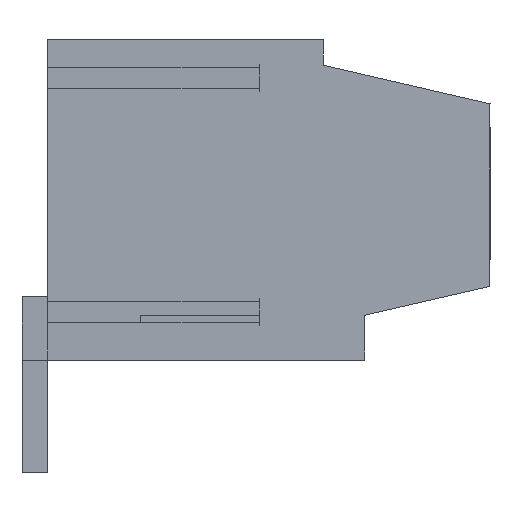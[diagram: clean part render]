
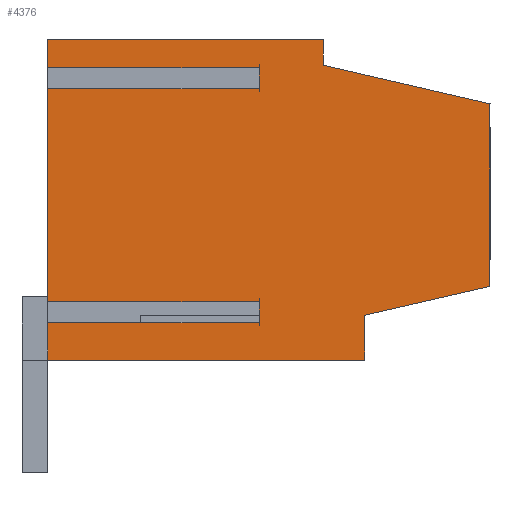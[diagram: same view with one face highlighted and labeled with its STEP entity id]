
A CAD part, left-side view. The second image highlights one B-rep face of the part: STEP entity #4376.
In plain terms, the highlighted planar face has unit normal (-1, 0, 0).
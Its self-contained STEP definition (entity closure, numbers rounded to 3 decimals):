
#4244=AXIS2_PLACEMENT_3D('Plane Axis2P3D',#4241,#4242,#4243) ;
#4241=CARTESIAN_POINT('Axis2P3D Location',(0.,14.6,0.)) ;
#4246=CARTESIAN_POINT('Line Origine',(0.,13.8,8.65)) ;
#4250=CARTESIAN_POINT('Vertex',(0.,13.8,11.975)) ;
#4252=CARTESIAN_POINT('Vertex',(0.,13.8,5.325)) ;
#4255=CARTESIAN_POINT('Line Origine',(0.,10.5,5.325)) ;
#4259=CARTESIAN_POINT('Vertex',(0.,7.2,5.325)) ;
#4262=CARTESIAN_POINT('Line Origine',(0.,7.2,5.)) ;
#4266=CARTESIAN_POINT('Vertex',(0.,7.2,4.675)) ;
#4269=CARTESIAN_POINT('Line Origine',(0.,10.5,4.675)) ;
#4273=CARTESIAN_POINT('Vertex',(0.,13.8,4.675)) ;
#4276=CARTESIAN_POINT('Line Origine',(0.,13.8,4.088)) ;
#4280=CARTESIAN_POINT('Vertex',(0.,13.8,3.5)) ;
#4283=CARTESIAN_POINT('Line Origine',(0.,8.85,3.5)) ;
#4287=CARTESIAN_POINT('Vertex',(0.,3.9,3.5)) ;
#4290=CARTESIAN_POINT('Line Origine',(0.,3.9,4.2)) ;
#4294=CARTESIAN_POINT('Vertex',(0.,3.9,4.9)) ;
#4297=CARTESIAN_POINT('Line Origine',(0.,1.95,5.35)) ;
#4301=CARTESIAN_POINT('Vertex',(0.,0.,5.8)) ;
#4304=CARTESIAN_POINT('Line Origine',(0.,0.,8.65)) ;
#4308=CARTESIAN_POINT('Vertex',(0.,0.,11.499)) ;
#4311=CARTESIAN_POINT('Line Origine',(0.,2.6,12.1)) ;
#4315=CARTESIAN_POINT('Vertex',(0.,5.2,12.7)) ;
#4318=CARTESIAN_POINT('Line Origine',(0.,5.2,13.1)) ;
#4322=CARTESIAN_POINT('Vertex',(0.,5.2,13.5)) ;
#4325=CARTESIAN_POINT('Line Origine',(0.,9.5,13.5)) ;
#4329=CARTESIAN_POINT('Vertex',(0.,13.8,13.5)) ;
#4332=CARTESIAN_POINT('Line Origine',(0.,13.8,13.062)) ;
#4336=CARTESIAN_POINT('Vertex',(0.,13.8,12.625)) ;
#4339=CARTESIAN_POINT('Line Origine',(0.,10.5,12.625)) ;
#4343=CARTESIAN_POINT('Vertex',(0.,7.2,12.625)) ;
#4346=CARTESIAN_POINT('Line Origine',(0.,7.2,12.3)) ;
#4350=CARTESIAN_POINT('Vertex',(0.,7.2,11.975)) ;
#4353=CARTESIAN_POINT('Line Origine',(0.,10.5,11.975)) ;
#4242=DIRECTION('Axis2P3D Direction',(-1.,0.,0.)) ;
#4243=DIRECTION('Axis2P3D XDirection',(0.,-1.,0.)) ;
#4247=DIRECTION('Vector Direction',(0.,0.,-1.)) ;
#4256=DIRECTION('Vector Direction',(0.,-1.,0.)) ;
#4263=DIRECTION('Vector Direction',(0.,0.,-1.)) ;
#4270=DIRECTION('Vector Direction',(0.,-1.,0.)) ;
#4277=DIRECTION('Vector Direction',(0.,0.,-1.)) ;
#4284=DIRECTION('Vector Direction',(0.,-1.,0.)) ;
#4291=DIRECTION('Vector Direction',(0.,0.,1.)) ;
#4298=DIRECTION('Vector Direction',(0.,-0.974,0.225)) ;
#4305=DIRECTION('Vector Direction',(0.,0.,1.)) ;
#4312=DIRECTION('Vector Direction',(0.,0.974,0.225)) ;
#4319=DIRECTION('Vector Direction',(0.,0.,1.)) ;
#4326=DIRECTION('Vector Direction',(0.,1.,0.)) ;
#4333=DIRECTION('Vector Direction',(0.,0.,-1.)) ;
#4340=DIRECTION('Vector Direction',(0.,-1.,0.)) ;
#4347=DIRECTION('Vector Direction',(0.,0.,-1.)) ;
#4354=DIRECTION('Vector Direction',(0.,-1.,0.)) ;
#4248=VECTOR('Line Direction',#4247,1.) ;
#4257=VECTOR('Line Direction',#4256,1.) ;
#4264=VECTOR('Line Direction',#4263,1.) ;
#4271=VECTOR('Line Direction',#4270,1.) ;
#4278=VECTOR('Line Direction',#4277,1.) ;
#4285=VECTOR('Line Direction',#4284,1.) ;
#4292=VECTOR('Line Direction',#4291,1.) ;
#4299=VECTOR('Line Direction',#4298,1.) ;
#4306=VECTOR('Line Direction',#4305,1.) ;
#4313=VECTOR('Line Direction',#4312,1.) ;
#4320=VECTOR('Line Direction',#4319,1.) ;
#4327=VECTOR('Line Direction',#4326,1.) ;
#4334=VECTOR('Line Direction',#4333,1.) ;
#4341=VECTOR('Line Direction',#4340,1.) ;
#4348=VECTOR('Line Direction',#4347,1.) ;
#4355=VECTOR('Line Direction',#4354,1.) ;
#4359=ORIENTED_EDGE('',*,*,#4254,.T.) ;
#4360=ORIENTED_EDGE('',*,*,#4261,.T.) ;
#4361=ORIENTED_EDGE('',*,*,#4268,.T.) ;
#4362=ORIENTED_EDGE('',*,*,#4275,.F.) ;
#4363=ORIENTED_EDGE('',*,*,#4282,.T.) ;
#4364=ORIENTED_EDGE('',*,*,#4289,.T.) ;
#4365=ORIENTED_EDGE('',*,*,#4296,.T.) ;
#4366=ORIENTED_EDGE('',*,*,#4303,.T.) ;
#4367=ORIENTED_EDGE('',*,*,#4310,.T.) ;
#4368=ORIENTED_EDGE('',*,*,#4317,.T.) ;
#4369=ORIENTED_EDGE('',*,*,#4324,.T.) ;
#4370=ORIENTED_EDGE('',*,*,#4331,.T.) ;
#4371=ORIENTED_EDGE('',*,*,#4338,.T.) ;
#4372=ORIENTED_EDGE('',*,*,#4345,.T.) ;
#4373=ORIENTED_EDGE('',*,*,#4352,.T.) ;
#4374=ORIENTED_EDGE('',*,*,#4357,.F.) ;
#4376=ADVANCED_FACE('HOUSING',(#4375),#4245,.T.) ;
#4254=EDGE_CURVE('',#4251,#4253,#4249,.T.) ;
#4261=EDGE_CURVE('',#4253,#4260,#4258,.T.) ;
#4268=EDGE_CURVE('',#4260,#4267,#4265,.T.) ;
#4275=EDGE_CURVE('',#4274,#4267,#4272,.T.) ;
#4282=EDGE_CURVE('',#4274,#4281,#4279,.T.) ;
#4289=EDGE_CURVE('',#4281,#4288,#4286,.T.) ;
#4296=EDGE_CURVE('',#4288,#4295,#4293,.T.) ;
#4303=EDGE_CURVE('',#4295,#4302,#4300,.T.) ;
#4310=EDGE_CURVE('',#4302,#4309,#4307,.T.) ;
#4317=EDGE_CURVE('',#4309,#4316,#4314,.T.) ;
#4324=EDGE_CURVE('',#4316,#4323,#4321,.T.) ;
#4331=EDGE_CURVE('',#4323,#4330,#4328,.T.) ;
#4338=EDGE_CURVE('',#4330,#4337,#4335,.T.) ;
#4345=EDGE_CURVE('',#4337,#4344,#4342,.T.) ;
#4352=EDGE_CURVE('',#4344,#4351,#4349,.T.) ;
#4357=EDGE_CURVE('',#4251,#4351,#4356,.T.) ;
#4358=EDGE_LOOP('',(#4359,#4360,#4361,#4362,#4363,#4364,#4365,#4366,#4367,#4368,#4369,#4370,#4371,#4372,#4373,#4374)) ;
#4375=FACE_OUTER_BOUND('',#4358,.T.) ;
#4249=LINE('Line',#4246,#4248) ;
#4258=LINE('Line',#4255,#4257) ;
#4265=LINE('Line',#4262,#4264) ;
#4272=LINE('Line',#4269,#4271) ;
#4279=LINE('Line',#4276,#4278) ;
#4286=LINE('Line',#4283,#4285) ;
#4293=LINE('Line',#4290,#4292) ;
#4300=LINE('Line',#4297,#4299) ;
#4307=LINE('Line',#4304,#4306) ;
#4314=LINE('Line',#4311,#4313) ;
#4321=LINE('Line',#4318,#4320) ;
#4328=LINE('Line',#4325,#4327) ;
#4335=LINE('Line',#4332,#4334) ;
#4342=LINE('Line',#4339,#4341) ;
#4349=LINE('Line',#4346,#4348) ;
#4356=LINE('Line',#4353,#4355) ;
#4245=PLANE('',#4244) ;
#4251=VERTEX_POINT('',#4250) ;
#4253=VERTEX_POINT('',#4252) ;
#4260=VERTEX_POINT('',#4259) ;
#4267=VERTEX_POINT('',#4266) ;
#4274=VERTEX_POINT('',#4273) ;
#4281=VERTEX_POINT('',#4280) ;
#4288=VERTEX_POINT('',#4287) ;
#4295=VERTEX_POINT('',#4294) ;
#4302=VERTEX_POINT('',#4301) ;
#4309=VERTEX_POINT('',#4308) ;
#4316=VERTEX_POINT('',#4315) ;
#4323=VERTEX_POINT('',#4322) ;
#4330=VERTEX_POINT('',#4329) ;
#4337=VERTEX_POINT('',#4336) ;
#4344=VERTEX_POINT('',#4343) ;
#4351=VERTEX_POINT('',#4350) ;
